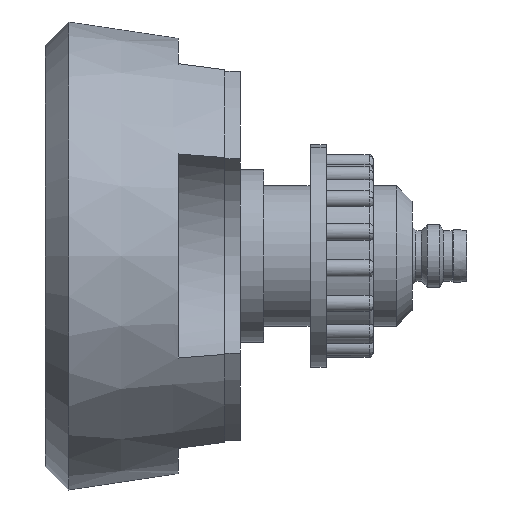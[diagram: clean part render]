
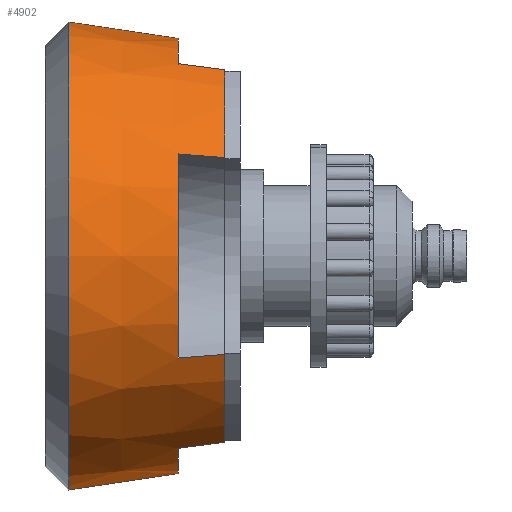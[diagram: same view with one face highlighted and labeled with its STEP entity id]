
A CAD part, left-side view. The second image highlights one B-rep face of the part: STEP entity #4902.
In plain terms, the highlighted conical face has half-angle 8.5 degrees and reference radius 30 mm.
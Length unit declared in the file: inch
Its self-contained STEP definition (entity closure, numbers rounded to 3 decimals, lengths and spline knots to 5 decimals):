
#76 = EDGE_CURVE ( 'NONE', #5284, #2398, #1826, .T. ) ;
#141 = CIRCLE ( 'NONE', #902, 1.09873 ) ;
#168 = ORIENTED_EDGE ( 'NONE', *, *, #581, .T. ) ;
#215 = AXIS2_PLACEMENT_3D ( 'NONE', #2968, #1757, #7994 ) ;
#222 = VERTEX_POINT ( 'NONE', #2161 ) ;
#288 = VERTEX_POINT ( 'NONE', #2030 ) ;
#360 = DIRECTION ( 'NONE',  ( 0., 1., 0. ) ) ;
#375 = VECTOR ( 'NONE', #6927, 39.37008 ) ;
#504 = EDGE_CURVE ( 'NONE', #2398, #3631, #2874, .T. ) ;
#581 = EDGE_CURVE ( 'NONE', #7005, #3101, #3960, .T. ) ;
#636 = ORIENTED_EDGE ( 'NONE', *, *, #7686, .F. ) ;
#714 = ORIENTED_EDGE ( 'NONE', *, *, #76, .T. ) ;
#902 = AXIS2_PLACEMENT_3D ( 'NONE', #2924, #5394, #7877 ) ;
#907 = CARTESIAN_POINT ( 'NONE',  ( 0., -0.35039, 0. ) ) ;
#988 = CARTESIAN_POINT ( 'NONE',  ( -0.51488, -0.11417, -0.97062 ) ) ;
#1032 = CARTESIAN_POINT ( 'NONE',  ( 0., 0.43701, -1.1811 ) ) ;
#1127 = ORIENTED_EDGE ( 'NONE', *, *, #504, .T. ) ;
#1220 = AXIS2_PLACEMENT_3D ( 'NONE', #1605, #7892, #6095 ) ;
#1296 = CARTESIAN_POINT ( 'NONE',  ( -0.97062, -0.11417, 0.51488 ) ) ;
#1369 = ORIENTED_EDGE ( 'NONE', *, *, #3917, .T. ) ;
#1598 = DIRECTION ( 'NONE',  ( 0., 1., 0. ) ) ;
#1605 = CARTESIAN_POINT ( 'NONE',  ( 0., 0.43701, 0. ) ) ;
#1700 = AXIS2_PLACEMENT_3D ( 'NONE', #2935, #1598, #7844 ) ;
#1757 = DIRECTION ( 'NONE',  ( 0., 1., 0. ) ) ;
#1826 = CIRCLE ( 'NONE', #7380, 1.06342 ) ;
#1829 = VERTEX_POINT ( 'NONE', #2277 ) ;
#1948 = CARTESIAN_POINT ( 'NONE',  ( -0.95026, -0.27166, 0.50304 ) ) ;
#1950 = EDGE_CURVE ( 'NONE', #3631, #1829, #141, .T. ) ;
#2030 = CARTESIAN_POINT ( 'NONE',  ( -0.51488, -0.11417, -0.97062 ) ) ;
#2161 = CARTESIAN_POINT ( 'NONE',  ( 0., 0.43701, 1.1811 ) ) ;
#2257 = CIRCLE ( 'NONE', #5228, 1.06342 ) ;
#2258 = CARTESIAN_POINT ( 'NONE',  ( -0.97062, -0.11417, -0.51488 ) ) ;
#2277 = CARTESIAN_POINT ( 'NONE',  ( -0.97062, -0.11417, 0.51488 ) ) ;
#2351 = CONICAL_SURFACE ( 'NONE', #1700, 1.1811, 0.148 ) ;
#2371 = CARTESIAN_POINT ( 'NONE',  ( 0., 0.43701, -1.1811 ) ) ;
#2398 = VERTEX_POINT ( 'NONE', #3826 ) ;
#2537 = VERTEX_POINT ( 'NONE', #5243 ) ;
#2670 = ORIENTED_EDGE ( 'NONE', *, *, #5002, .T. ) ;
#2731 = VERTEX_POINT ( 'NONE', #1032 ) ;
#2874 = B_SPLINE_CURVE_WITH_KNOTS ( 'NONE', 3,
 ( #5250, #5936, #7724, #2258 ),
 .UNSPECIFIED., .F., .F.,
 ( 4, 4 ),
 ( 0., 0.00607 ),
 .UNSPECIFIED. ) ;
#2911 = CARTESIAN_POINT ( 'NONE',  ( -0.50911, -0.19292, 0.96036 ) ) ;
#2923 = DIRECTION ( 'NONE',  ( 0., 0., 1. ) ) ;
#2924 = CARTESIAN_POINT ( 'NONE',  ( 0., -0.11417, 0. ) ) ;
#2935 = CARTESIAN_POINT ( 'NONE',  ( 0., 0.43701, 0. ) ) ;
#2937 = ORIENTED_EDGE ( 'NONE', *, *, #6669, .T. ) ;
#2968 = CARTESIAN_POINT ( 'NONE',  ( 0., -0.11417, 0. ) ) ;
#2981 = CARTESIAN_POINT ( 'NONE',  ( -0.49665, -0.35039, -0.94033 ) ) ;
#3082 = CARTESIAN_POINT ( 'NONE',  ( 0., -0.11417, 1.09873 ) ) ;
#3101 = VERTEX_POINT ( 'NONE', #3082 ) ;
#3176 = EDGE_CURVE ( 'NONE', #1829, #6973, #4971, .T. ) ;
#3378 = DIRECTION ( 'NONE',  ( 0., 1., 0. ) ) ;
#3390 = DIRECTION ( 'NONE',  ( 0., 0., 1. ) ) ;
#3488 = CARTESIAN_POINT ( 'NONE',  ( 0., -0.35039, 0. ) ) ;
#3583 = CARTESIAN_POINT ( 'NONE',  ( -0.50304, -0.27166, -0.95026 ) ) ;
#3631 = VERTEX_POINT ( 'NONE', #3827 ) ;
#3725 = CARTESIAN_POINT ( 'NONE',  ( -0.94033, -0.35039, 0.49665 ) ) ;
#3826 = CARTESIAN_POINT ( 'NONE',  ( -0.94033, -0.35039, -0.49665 ) ) ;
#3827 = CARTESIAN_POINT ( 'NONE',  ( -0.97062, -0.11417, -0.51488 ) ) ;
#3917 = EDGE_CURVE ( 'NONE', #222, #2731, #7302, .T. ) ;
#3960 = CIRCLE ( 'NONE', #6414, 1.09873 ) ;
#3996 = ORIENTED_EDGE ( 'NONE', *, *, #1950, .T. ) ;
#4066 = CIRCLE ( 'NONE', #215, 1.09873 ) ;
#4229 = DIRECTION ( 'NONE',  ( 0., 0.989, -0.148 ) ) ;
#4273 = CARTESIAN_POINT ( 'NONE',  ( 0., 0.43701, 1.1811 ) ) ;
#4529 = EDGE_CURVE ( 'NONE', #6973, #7434, #2257, .T. ) ;
#4610 = CARTESIAN_POINT ( 'NONE',  ( 0., -0.11417, 0. ) ) ;
#4683 = CARTESIAN_POINT ( 'NONE',  ( -0.94033, -0.35039, 0.49665 ) ) ;
#4734 = CARTESIAN_POINT ( 'NONE',  ( -0.49665, -0.35039, 0.94033 ) ) ;
#4810 = CARTESIAN_POINT ( 'NONE',  ( -0.51488, -0.11417, 0.97062 ) ) ;
#4843 = FACE_OUTER_BOUND ( 'NONE', #7717, .T. ) ;
#4902 = ADVANCED_FACE ( 'NONE', ( #4843 ), #2351, .T. ) ;
#4971 = B_SPLINE_CURVE_WITH_KNOTS ( 'NONE', 3,
 ( #1296, #5700, #1948, #3725 ),
 .UNSPECIFIED., .F., .F.,
 ( 4, 4 ),
 ( 0., 0.00607 ),
 .UNSPECIFIED. ) ;
#5002 = EDGE_CURVE ( 'NONE', #288, #5284, #7408, .T. ) ;
#5228 = AXIS2_PLACEMENT_3D ( 'NONE', #3488, #7831, #2923 ) ;
#5243 = CARTESIAN_POINT ( 'NONE',  ( 0., -0.11417, -1.09873 ) ) ;
#5250 = CARTESIAN_POINT ( 'NONE',  ( -0.94033, -0.35039, -0.49665 ) ) ;
#5284 = VERTEX_POINT ( 'NONE', #5874 ) ;
#5344 = B_SPLINE_CURVE_WITH_KNOTS ( 'NONE', 3,
 ( #4734, #6591, #2911, #5380 ),
 .UNSPECIFIED., .F., .F.,
 ( 4, 4 ),
 ( 0., 0.00607 ),
 .UNSPECIFIED. ) ;
#5380 = CARTESIAN_POINT ( 'NONE',  ( -0.51488, -0.11417, 0.97062 ) ) ;
#5394 = DIRECTION ( 'NONE',  ( 0., 1., 0. ) ) ;
#5451 = ORIENTED_EDGE ( 'NONE', *, *, #7934, .T. ) ;
#5700 = CARTESIAN_POINT ( 'NONE',  ( -0.96036, -0.19292, 0.50911 ) ) ;
#5874 = CARTESIAN_POINT ( 'NONE',  ( -0.49665, -0.35039, -0.94033 ) ) ;
#5936 = CARTESIAN_POINT ( 'NONE',  ( -0.95026, -0.27166, -0.50304 ) ) ;
#6095 = DIRECTION ( 'NONE',  ( 0., 0., 1. ) ) ;
#6193 = EDGE_CURVE ( 'NONE', #2537, #288, #4066, .T. ) ;
#6414 = AXIS2_PLACEMENT_3D ( 'NONE', #4610, #360, #3390 ) ;
#6591 = CARTESIAN_POINT ( 'NONE',  ( -0.50304, -0.27166, 0.95026 ) ) ;
#6656 = CARTESIAN_POINT ( 'NONE',  ( -0.50911, -0.19292, -0.96036 ) ) ;
#6669 = EDGE_CURVE ( 'NONE', #7434, #7005, #5344, .T. ) ;
#6770 = CARTESIAN_POINT ( 'NONE',  ( -0.49665, -0.35039, 0.94033 ) ) ;
#6927 = DIRECTION ( 'NONE',  ( 0., 0.989, 0.148 ) ) ;
#6954 = VECTOR ( 'NONE', #4229, 39.37008 ) ;
#6973 = VERTEX_POINT ( 'NONE', #4683 ) ;
#7005 = VERTEX_POINT ( 'NONE', #4810 ) ;
#7275 = ORIENTED_EDGE ( 'NONE', *, *, #3176, .T. ) ;
#7302 = CIRCLE ( 'NONE', #1220, 1.1811 ) ;
#7348 = LINE ( 'NONE', #4273, #375 ) ;
#7380 = AXIS2_PLACEMENT_3D ( 'NONE', #907, #3378, #7673 ) ;
#7408 = B_SPLINE_CURVE_WITH_KNOTS ( 'NONE', 3,
 ( #988, #6656, #3583, #2981 ),
 .UNSPECIFIED., .F., .F.,
 ( 4, 4 ),
 ( 0., 0.00607 ),
 .UNSPECIFIED. ) ;
#7415 = ORIENTED_EDGE ( 'NONE', *, *, #6193, .T. ) ;
#7434 = VERTEX_POINT ( 'NONE', #6770 ) ;
#7673 = DIRECTION ( 'NONE',  ( 0., 0., 1. ) ) ;
#7686 = EDGE_CURVE ( 'NONE', #2537, #2731, #7923, .T. ) ;
#7717 = EDGE_LOOP ( 'NONE', ( #636, #7415, #2670, #714, #1127, #3996, #7275, #7854, #2937, #168, #5451, #1369 ) ) ;
#7724 = CARTESIAN_POINT ( 'NONE',  ( -0.96036, -0.19292, -0.50911 ) ) ;
#7831 = DIRECTION ( 'NONE',  ( 0., 1., 0. ) ) ;
#7844 = DIRECTION ( 'NONE',  ( 0., 0., 1. ) ) ;
#7854 = ORIENTED_EDGE ( 'NONE', *, *, #4529, .T. ) ;
#7877 = DIRECTION ( 'NONE',  ( 0., 0., 1. ) ) ;
#7892 = DIRECTION ( 'NONE',  ( 0., -1., 0. ) ) ;
#7923 = LINE ( 'NONE', #2371, #6954 ) ;
#7934 = EDGE_CURVE ( 'NONE', #3101, #222, #7348, .T. ) ;
#7994 = DIRECTION ( 'NONE',  ( 0., 0., 1. ) ) ;
